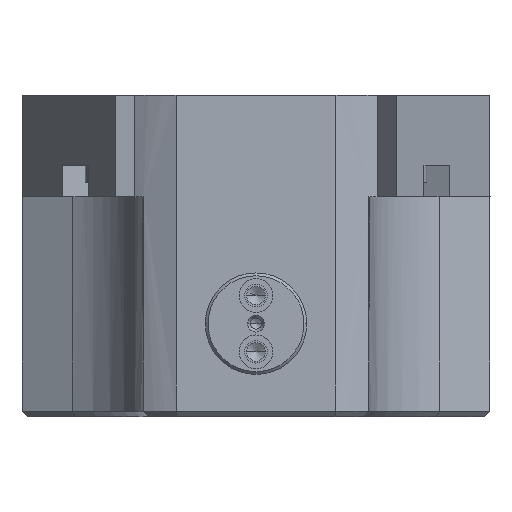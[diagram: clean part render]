
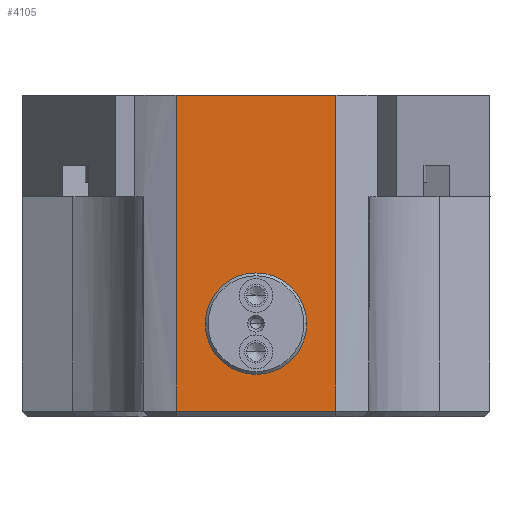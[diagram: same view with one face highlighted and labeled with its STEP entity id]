
A CAD part, front view. The second image highlights one B-rep face of the part: STEP entity #4105.
In plain terms, the highlighted planar face has unit normal (0, -1, 0).
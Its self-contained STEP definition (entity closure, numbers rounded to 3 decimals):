
#193=DIRECTION('',(0.,0.,1.));
#194=VECTOR('',#193,56.);
#195=CARTESIAN_POINT('',(14.186,-39.,1.));
#196=LINE('',#195,#194);
#238=DIRECTION('',(0.,0.,1.));
#239=VECTOR('',#238,56.);
#240=CARTESIAN_POINT('',(-14.186,-39.,1.));
#241=LINE('',#240,#239);
#928=DIRECTION('',(1.,0.,0.));
#929=VECTOR('',#928,28.373);
#930=CARTESIAN_POINT('',(-14.186,-39.,57.));
#931=LINE('',#930,#929);
#1291=CARTESIAN_POINT('',(0.,-39.,16.5));
#1292=DIRECTION('',(0.,1.,0.));
#1293=DIRECTION('',(-1.,0.,0.));
#1294=AXIS2_PLACEMENT_3D('',#1291,#1292,#1293);
#1296=CARTESIAN_POINT('',(0.,-39.,16.5));
#1297=DIRECTION('',(0.,1.,0.));
#1298=DIRECTION('',(1.,0.,0.));
#1299=AXIS2_PLACEMENT_3D('',#1296,#1297,#1298);
#1301=DIRECTION('',(-1.,0.,0.));
#1302=VECTOR('',#1301,28.373);
#1303=CARTESIAN_POINT('',(14.186,-39.,1.));
#1304=LINE('',#1303,#1302);
#2075=CARTESIAN_POINT('',(-14.186,-39.,57.));
#2076=CARTESIAN_POINT('',(14.186,-39.,57.));
#2077=VERTEX_POINT('',#2075);
#2078=VERTEX_POINT('',#2076);
#2087=CARTESIAN_POINT('',(-9.,-39.,16.5));
#2088=CARTESIAN_POINT('',(9.,-39.,16.5));
#2089=VERTEX_POINT('',#2087);
#2090=VERTEX_POINT('',#2088);
#2512=CARTESIAN_POINT('',(14.186,-39.,1.));
#2513=VERTEX_POINT('',#2512);
#2516=CARTESIAN_POINT('',(-14.186,-39.,1.));
#2517=VERTEX_POINT('',#2516);
#4089=CARTESIAN_POINT('',(-49.809,-39.,0.));
#4090=DIRECTION('',(0.,1.,0.));
#4091=DIRECTION('',(0.,0.,1.));
#4092=AXIS2_PLACEMENT_3D('',#4089,#4090,#4091);
#4093=PLANE('',#4092);
#4094=ORIENTED_EDGE('',*,*,#4082,.T.);
#4095=ORIENTED_EDGE('',*,*,#2776,.T.);
#4096=ORIENTED_EDGE('',*,*,#3507,.T.);
#4097=ORIENTED_EDGE('',*,*,#2749,.F.);
#4098=EDGE_LOOP('',(#4094,#4095,#4096,#4097));
#4099=FACE_OUTER_BOUND('',#4098,.F.);
#4100=ORIENTED_EDGE('',*,*,#2936,.F.);
#4102=ORIENTED_EDGE('',*,*,#4101,.F.);
#4103=EDGE_LOOP('',(#4100,#4102));
#4104=FACE_BOUND('',#4103,.F.);
#1295=CIRCLE('',#1294,9.);
#1300=CIRCLE('',#1299,9.);
#2749=EDGE_CURVE('',#2513,#2078,#196,.T.);
#2776=EDGE_CURVE('',#2517,#2077,#241,.T.);
#2936=EDGE_CURVE('',#2089,#2090,#1295,.T.);
#3507=EDGE_CURVE('',#2077,#2078,#931,.T.);
#4082=EDGE_CURVE('',#2513,#2517,#1304,.T.);
#4101=EDGE_CURVE('',#2090,#2089,#1300,.T.);
#4105=ADVANCED_FACE('',(#4099,#4104),#4093,.F.);
